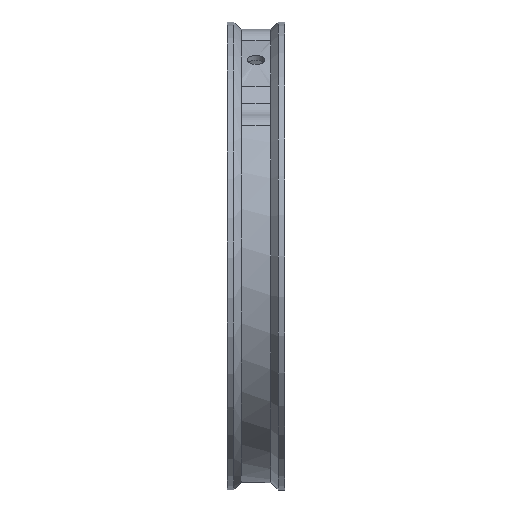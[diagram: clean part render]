
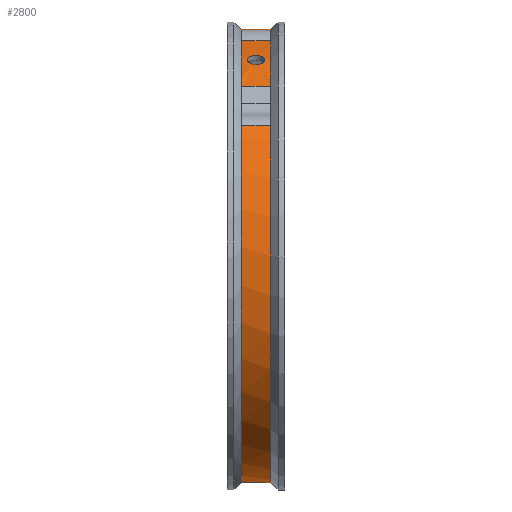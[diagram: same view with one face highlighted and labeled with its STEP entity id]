
A CAD part, left-side view. The second image highlights one B-rep face of the part: STEP entity #2800.
In plain terms, the highlighted cylindrical face has radius 47.492 mm (diameter 94.984 mm), a full revolution.
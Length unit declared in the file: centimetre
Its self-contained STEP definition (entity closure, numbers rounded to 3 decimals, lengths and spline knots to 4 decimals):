
#157=FACE_BOUND($,#371,.T.);
#158=FACE_BOUND($,#372,.T.);
#159=FACE_BOUND($,#373,.T.);
#160=FACE_BOUND($,#374,.T.);
#161=FACE_BOUND($,#375,.T.);
#371=EDGE_LOOP($,(#1988));
#372=EDGE_LOOP($,(#1989));
#373=EDGE_LOOP($,(#1990,#1991,#1992,#1993));
#374=EDGE_LOOP($,(#1994,#1995,#1996,#1997));
#375=EDGE_LOOP($,(#1998,#1999,#2000,#2001,#2002,#2003,#2004,#2005));
#577=CIRCLE($,#2978,4.7492);
#578=CIRCLE($,#2979,4.7492);
#579=CIRCLE($,#2980,4.7492);
#580=CIRCLE($,#2981,4.7492);
#581=CIRCLE($,#2982,4.7492);
#582=CIRCLE($,#2983,4.7492);
#583=CIRCLE($,#2984,4.7492);
#584=CIRCLE($,#2985,4.7492);
#585=CIRCLE($,#2986,4.7492);
#630=LINE($,#4026,#969);
#634=LINE($,#4039,#973);
#636=LINE($,#4085,#975);
#637=LINE($,#4089,#976);
#638=LINE($,#4093,#977);
#639=LINE($,#4097,#978);
#640=LINE($,#4101,#979);
#641=LINE($,#4105,#980);
#969=VECTOR($,#3208,1.);
#973=VECTOR($,#3220,1.);
#975=VECTOR($,#3232,1.);
#976=VECTOR($,#3235,1.);
#977=VECTOR($,#3238,1.);
#978=VECTOR($,#3241,1.);
#979=VECTOR($,#3244,1.);
#980=VECTOR($,#3247,1.);
#1307=B_SPLINE_CURVE_WITH_KNOTS($,3,(#4045,#4046,#4047,#4048,#4049,#4050,
#4051,#4052,#4053,#4054,#4055,#4056,#4057,#4058,#4059,#4060,#4061,#4062,
#4063,#4064,#4065,#4066,#4067,#4068,#4069,#4070,#4071,#4072,#4073,#4074,
#4075,#4076,#4077,#4078),.UNSPECIFIED.,.T.,.F.,(4,2,2,2,2,2,2,2,2,2,2,2,
2,2,2,2,4),(0.,0.0697,0.1394,0.2091,0.2788,
0.3485,0.4182,0.4879,0.5576,
0.6273,0.6969,0.7666,0.8363,
0.906,0.9757,1.0454,1.1151),
 .UNSPECIFIED.);
#1319=VERTEX_POINT($,#4023);
#1320=VERTEX_POINT($,#4025);
#1324=VERTEX_POINT($,#4036);
#1325=VERTEX_POINT($,#4038);
#1327=VERTEX_POINT($,#4044);
#1328=VERTEX_POINT($,#4079);
#1329=VERTEX_POINT($,#4081);
#1330=VERTEX_POINT($,#4083);
#1331=VERTEX_POINT($,#4086);
#1332=VERTEX_POINT($,#4088);
#1333=VERTEX_POINT($,#4091);
#1334=VERTEX_POINT($,#4092);
#1335=VERTEX_POINT($,#4094);
#1336=VERTEX_POINT($,#4096);
#1337=VERTEX_POINT($,#4098);
#1338=VERTEX_POINT($,#4100);
#1339=VERTEX_POINT($,#4102);
#1340=VERTEX_POINT($,#4104);
#1571=EDGE_CURVE($,#1319,#1320,#630,.T.);
#1577=EDGE_CURVE($,#1324,#1325,#634,.T.);
#1580=EDGE_CURVE($,#1327,#1327,#1307,.T.);
#1581=EDGE_CURVE($,#1328,#1328,#577,.T.);
#1582=EDGE_CURVE($,#1325,#1329,#578,.T.);
#1583=EDGE_CURVE($,#1330,#1324,#579,.T.);
#1584=EDGE_CURVE($,#1329,#1330,#636,.T.);
#1585=EDGE_CURVE($,#1331,#1319,#580,.T.);
#1586=EDGE_CURVE($,#1332,#1331,#637,.T.);
#1587=EDGE_CURVE($,#1320,#1332,#581,.T.);
#1588=EDGE_CURVE($,#1333,#1334,#638,.T.);
#1589=EDGE_CURVE($,#1335,#1333,#582,.T.);
#1590=EDGE_CURVE($,#1336,#1335,#639,.T.);
#1591=EDGE_CURVE($,#1337,#1336,#583,.T.);
#1592=EDGE_CURVE($,#1338,#1337,#640,.T.);
#1593=EDGE_CURVE($,#1339,#1338,#584,.T.);
#1594=EDGE_CURVE($,#1340,#1339,#641,.T.);
#1595=EDGE_CURVE($,#1334,#1340,#585,.T.);
#1988=ORIENTED_EDGE($,*,*,#1580,.T.);
#1989=ORIENTED_EDGE($,*,*,#1581,.T.);
#1990=ORIENTED_EDGE($,*,*,#1582,.F.);
#1991=ORIENTED_EDGE($,*,*,#1577,.F.);
#1992=ORIENTED_EDGE($,*,*,#1583,.F.);
#1993=ORIENTED_EDGE($,*,*,#1584,.F.);
#1994=ORIENTED_EDGE($,*,*,#1585,.F.);
#1995=ORIENTED_EDGE($,*,*,#1586,.F.);
#1996=ORIENTED_EDGE($,*,*,#1587,.F.);
#1997=ORIENTED_EDGE($,*,*,#1571,.F.);
#1998=ORIENTED_EDGE($,*,*,#1588,.F.);
#1999=ORIENTED_EDGE($,*,*,#1589,.F.);
#2000=ORIENTED_EDGE($,*,*,#1590,.F.);
#2001=ORIENTED_EDGE($,*,*,#1591,.F.);
#2002=ORIENTED_EDGE($,*,*,#1592,.F.);
#2003=ORIENTED_EDGE($,*,*,#1593,.F.);
#2004=ORIENTED_EDGE($,*,*,#1594,.F.);
#2005=ORIENTED_EDGE($,*,*,#1595,.F.);
#2775=CYLINDRICAL_SURFACE($,#2977,4.7492);
#2800=ADVANCED_FACE($,(#157,#158,#159,#160,#161),#2775,.T.);
#2977=AXIS2_PLACEMENT_3D($,#4043,#3224,#3225);
#2978=AXIS2_PLACEMENT_3D($,#4080,#3226,#3227);
#2979=AXIS2_PLACEMENT_3D($,#4082,#3228,#3229);
#2980=AXIS2_PLACEMENT_3D($,#4084,#3230,#3231);
#2981=AXIS2_PLACEMENT_3D($,#4087,#3233,#3234);
#2982=AXIS2_PLACEMENT_3D($,#4090,#3236,#3237);
#2983=AXIS2_PLACEMENT_3D($,#4095,#3239,#3240);
#2984=AXIS2_PLACEMENT_3D($,#4099,#3242,#3243);
#2985=AXIS2_PLACEMENT_3D($,#4103,#3245,#3246);
#2986=AXIS2_PLACEMENT_3D($,#4106,#3248,#3249);
#3208=DIRECTION($,(0.,-1.,0.));
#3220=DIRECTION($,(0.,-1.,0.));
#3224=DIRECTION('center_axis',(0.,1.,0.));
#3225=DIRECTION('ref_axis',(0.,0.,1.));
#3226=DIRECTION('center_axis',(0.,1.,0.));
#3227=DIRECTION('ref_axis',(1.,0.,0.));
#3228=DIRECTION('center_axis',(0.,1.,0.));
#3229=DIRECTION('ref_axis',(0.,0.,1.));
#3230=DIRECTION('center_axis',(0.,-1.,0.));
#3231=DIRECTION('ref_axis',(0.,0.,1.));
#3232=DIRECTION($,(0.,1.,0.));
#3233=DIRECTION('center_axis',(0.,-1.,0.));
#3234=DIRECTION('ref_axis',(0.,0.,1.));
#3235=DIRECTION($,(0.,1.,0.));
#3236=DIRECTION('center_axis',(0.,1.,0.));
#3237=DIRECTION('ref_axis',(0.,0.,1.));
#3238=DIRECTION($,(0.,-1.,0.));
#3239=DIRECTION('center_axis',(0.,1.,0.));
#3240=DIRECTION('ref_axis',(1.,0.,0.));
#3241=DIRECTION($,(0.,1.,0.));
#3242=DIRECTION('center_axis',(0.,1.,0.));
#3243=DIRECTION('ref_axis',(0.,0.,1.));
#3244=DIRECTION($,(0.,-1.,0.));
#3245=DIRECTION('center_axis',(0.,1.,0.));
#3246=DIRECTION('ref_axis',(1.,0.,0.));
#3247=DIRECTION($,(0.,1.,0.));
#3248=DIRECTION('center_axis',(0.,1.,0.));
#3249=DIRECTION('ref_axis',(0.,0.,1.));
#4023=CARTESIAN_POINT('',(-1.497,0.9,4.5071));
#4025=CARTESIAN_POINT('',(-1.497,0.3,4.5071));
#4026=CARTESIAN_POINT($,(-1.497,0.6,4.5071));
#4036=CARTESIAN_POINT('',(-3.8803,0.9,2.7383));
#4038=CARTESIAN_POINT('',(-3.8803,0.3,2.7383));
#4039=CARTESIAN_POINT($,(-3.8803,0.6,2.7383));
#4043=CARTESIAN_POINT('Origin',(0.,0.6,0.));
#4044=CARTESIAN_POINT('',(-2.2212,0.6,4.1978));
#4045=CARTESIAN_POINT('Ctrl Pts',(-2.2212,0.6,4.1978));
#4046=CARTESIAN_POINT('Ctrl Pts',(-2.2212,0.5768,4.1978));
#4047=CARTESIAN_POINT('Ctrl Pts',(-2.2253,0.552,4.1956));
#4048=CARTESIAN_POINT('Ctrl Pts',(-2.2419,0.5064,4.1867));
#4049=CARTESIAN_POINT('Ctrl Pts',(-2.2545,0.4856,4.18));
#4050=CARTESIAN_POINT('Ctrl Pts',(-2.2834,0.4528,4.1643));
#4051=CARTESIAN_POINT('Ctrl Pts',(-2.3016,0.4385,4.1543));
#4052=CARTESIAN_POINT('Ctrl Pts',(-2.3414,0.4196,4.132));
#4053=CARTESIAN_POINT('Ctrl Pts',(-2.3629,0.415,4.1197));
#4054=CARTESIAN_POINT('Ctrl Pts',(-2.4031,0.415,4.0964));
#4055=CARTESIAN_POINT('Ctrl Pts',(-2.4244,0.4196,4.0838));
#4056=CARTESIAN_POINT('Ctrl Pts',(-2.4635,0.4385,4.0604));
#4057=CARTESIAN_POINT('Ctrl Pts',(-2.4813,0.4528,4.0495));
#4058=CARTESIAN_POINT('Ctrl Pts',(-2.5092,0.4856,4.0322));
#4059=CARTESIAN_POINT('Ctrl Pts',(-2.5213,0.5064,4.0247));
#4060=CARTESIAN_POINT('Ctrl Pts',(-2.5373,0.552,4.0146));
#4061=CARTESIAN_POINT('Ctrl Pts',(-2.5412,0.5768,4.0121));
#4062=CARTESIAN_POINT('Ctrl Pts',(-2.5412,0.6232,4.0121));
#4063=CARTESIAN_POINT('Ctrl Pts',(-2.5373,0.648,4.0146));
#4064=CARTESIAN_POINT('Ctrl Pts',(-2.5213,0.6936,4.0247));
#4065=CARTESIAN_POINT('Ctrl Pts',(-2.5092,0.7144,4.0322));
#4066=CARTESIAN_POINT('Ctrl Pts',(-2.4813,0.7472,4.0495));
#4067=CARTESIAN_POINT('Ctrl Pts',(-2.4635,0.7615,4.0604));
#4068=CARTESIAN_POINT('Ctrl Pts',(-2.4244,0.7804,4.0838));
#4069=CARTESIAN_POINT('Ctrl Pts',(-2.4031,0.785,4.0964));
#4070=CARTESIAN_POINT('Ctrl Pts',(-2.3629,0.785,4.1197));
#4071=CARTESIAN_POINT('Ctrl Pts',(-2.3414,0.7804,4.132));
#4072=CARTESIAN_POINT('Ctrl Pts',(-2.3016,0.7615,4.1543));
#4073=CARTESIAN_POINT('Ctrl Pts',(-2.2834,0.7472,4.1643));
#4074=CARTESIAN_POINT('Ctrl Pts',(-2.2545,0.7144,4.18));
#4075=CARTESIAN_POINT('Ctrl Pts',(-2.2419,0.6936,4.1867));
#4076=CARTESIAN_POINT('Ctrl Pts',(-2.2253,0.648,4.1956));
#4077=CARTESIAN_POINT('Ctrl Pts',(-2.2212,0.6232,4.1978));
#4078=CARTESIAN_POINT('Ctrl Pts',(-2.2212,0.6,4.1978));
#4079=CARTESIAN_POINT('',(0.,0.29,4.7492));
#4080=CARTESIAN_POINT('Origin',(0.,0.29,0.));
#4081=CARTESIAN_POINT('',(-3.1547,0.3,3.55));
#4082=CARTESIAN_POINT('Origin',(0.,0.3,0.));
#4083=CARTESIAN_POINT('',(-3.1547,0.9,3.55));
#4084=CARTESIAN_POINT('Origin',(0.,0.9,0.));
#4085=CARTESIAN_POINT($,(-3.1547,0.6,3.55));
#4086=CARTESIAN_POINT('',(-0.4313,0.9,4.7296));
#4087=CARTESIAN_POINT('Origin',(0.,0.9,0.));
#4088=CARTESIAN_POINT('',(-0.4313,0.3,4.7296));
#4089=CARTESIAN_POINT($,(-0.4313,0.6,4.7296));
#4090=CARTESIAN_POINT('Origin',(0.,0.3,0.));
#4091=CARTESIAN_POINT('',(1.7571,0.91,4.4122));
#4092=CARTESIAN_POINT('',(1.7571,0.3,4.4122));
#4093=CARTESIAN_POINT($,(1.7571,0.6,4.4122));
#4094=CARTESIAN_POINT('',(2.9425,0.91,3.7278));
#4095=CARTESIAN_POINT('Origin',(0.,0.91,0.));
#4096=CARTESIAN_POINT('',(2.9425,0.3,3.7278));
#4097=CARTESIAN_POINT($,(2.9425,0.6,3.7278));
#4098=CARTESIAN_POINT('',(2.636,0.3,3.9505));
#4099=CARTESIAN_POINT('Origin',(0.,0.3,0.));
#4100=CARTESIAN_POINT('',(2.636,0.91,3.9505));
#4101=CARTESIAN_POINT($,(2.636,0.6,3.9505));
#4102=CARTESIAN_POINT('',(2.1032,0.91,4.2581));
#4103=CARTESIAN_POINT('Origin',(0.,0.91,0.));
#4104=CARTESIAN_POINT('',(2.1032,0.3,4.2581));
#4105=CARTESIAN_POINT($,(2.1032,0.6,4.2581));
#4106=CARTESIAN_POINT('Origin',(0.,0.3,0.));
